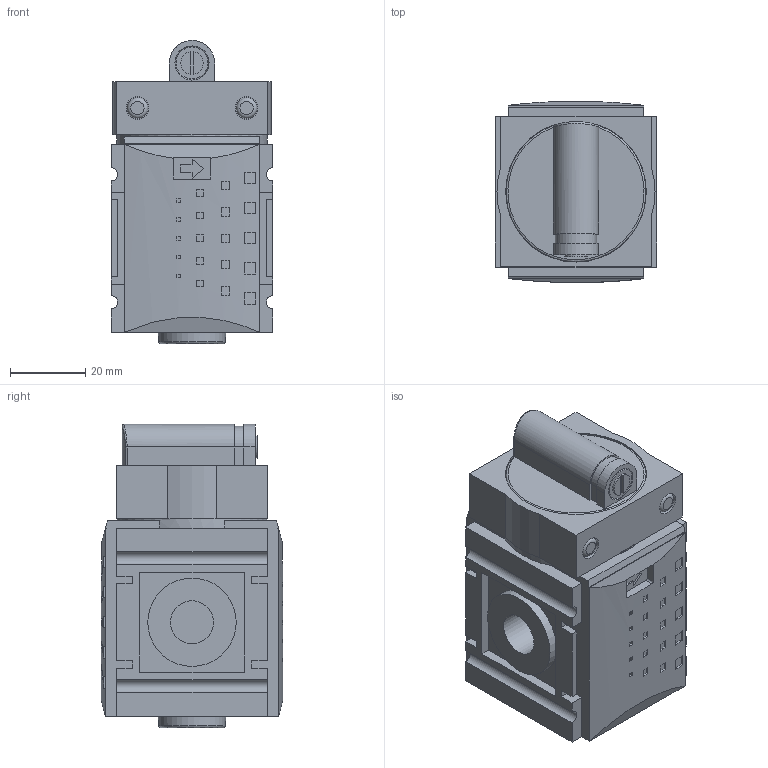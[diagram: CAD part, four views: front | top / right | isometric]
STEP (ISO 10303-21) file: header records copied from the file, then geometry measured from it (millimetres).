
FILE_DESCRIPTION((''),'2;1');
FILE_NAME('KSSV-014.stp','2010-03-02T13:53:11',('DDruske'),(''),'Autodesk Inventor 2009','Autodesk Inventor 2009','');
FILE_SCHEMA(('AUTOMOTIVE_DESIGN { 1 0 10303 214 1 1 1 1 }'));
Length unit declared in the file: millimetre
Products named in the file (1): Bauteil2
Bounding box: 43 x 48.16 x 80.6 mm (x, y, z)
Volume: 123195.7 mm3; surface area: 23735.1 mm2
Topology: 1 solids, 3 shells, 383 faces, 935 edges, 618 vertices
Faces by surface type: plane 266, cylinder 75, bspline 34, cone 4, torus 4
Full cylindrical faces by diameter (mm): 5.5 x2, 6 x2, 8.5 x1, 11.445 x2, 23.5 x1, 34 x1, 37.2 x1, 37.4 x1, 40 x1
Entity records: 11849 total; most frequent: CARTESIAN_POINT 2373, DIRECTION 1843, ORIENTED_EDGE 1822, EDGE_CURVE 911, VECTOR 651, LINE 651, VERTEX_POINT 615, AXIS2_PLACEMENT_3D 596
